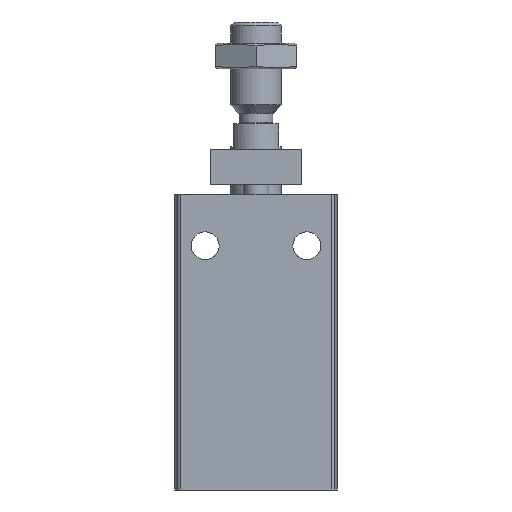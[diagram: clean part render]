
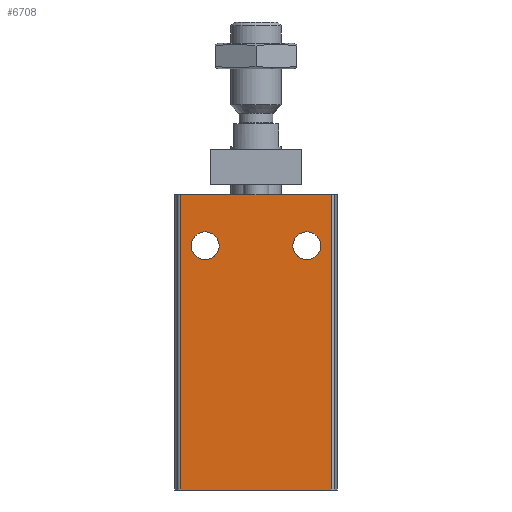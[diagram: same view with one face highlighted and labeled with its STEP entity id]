
A CAD part, front view. The second image highlights one B-rep face of the part: STEP entity #6708.
In plain terms, the highlighted planar face has unit normal (0, -1, 0).
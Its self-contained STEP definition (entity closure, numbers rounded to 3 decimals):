
#152=PLANE('',#7205);
#475=LINE('',#10139,#873);
#485=LINE('',#10190,#883);
#498=LINE('',#10232,#896);
#499=LINE('',#10233,#897);
#873=VECTOR('',#8241,1000.);
#883=VECTOR('',#8287,1000.);
#896=VECTOR('',#8328,1000.);
#897=VECTOR('',#8329,1000.);
#1037=CIRCLE('',#6924,2.75);
#1103=CIRCLE('',#7062,2.75);
#1968=ORIENTED_EDGE('',*,*,#2754,.F.);
#1969=ORIENTED_EDGE('',*,*,#2987,.F.);
#1970=ORIENTED_EDGE('',*,*,#3156,.T.);
#1971=ORIENTED_EDGE('',*,*,#3208,.T.);
#1972=ORIENTED_EDGE('',*,*,#3183,.F.);
#1973=ORIENTED_EDGE('',*,*,#3209,.F.);
#2754=EDGE_CURVE('',#3478,#3478,#1037,.T.);
#2987=EDGE_CURVE('',#3658,#3658,#1103,.T.);
#3156=EDGE_CURVE('',#3782,#3781,#475,.T.);
#3183=EDGE_CURVE('',#3804,#3805,#485,.T.);
#3208=EDGE_CURVE('',#3781,#3805,#498,.T.);
#3209=EDGE_CURVE('',#3782,#3804,#499,.T.);
#3478=VERTEX_POINT('',#9103);
#3658=VERTEX_POINT('',#9716);
#3781=VERTEX_POINT('',#10138);
#3782=VERTEX_POINT('',#10140);
#3804=VERTEX_POINT('',#10189);
#3805=VERTEX_POINT('',#10191);
#4190=EDGE_LOOP('',(#1968));
#4191=EDGE_LOOP('',(#1969));
#4192=EDGE_LOOP('',(#1970,#1971,#1972,#1973));
#4602=FACE_BOUND('',#4190,.T.);
#4603=FACE_BOUND('',#4191,.T.);
#4604=FACE_BOUND('',#4192,.T.);
#6708=ADVANCED_FACE('',(#4602,#4603,#4604),#152,.T.);
#6924=AXIS2_PLACEMENT_3D('',#9102,#7507,#7508);
#7062=AXIS2_PLACEMENT_3D('',#9715,#7925,#7926);
#7205=AXIS2_PLACEMENT_3D('',#10231,#8326,#8327);
#7507=DIRECTION('',(0.,-1.,0.));
#7508=DIRECTION('',(0.,0.,-1.));
#7925=DIRECTION('',(0.,-1.,0.));
#7926=DIRECTION('',(0.,0.,-1.));
#8241=DIRECTION('',(1.,0.,0.));
#8287=DIRECTION('',(1.,0.,0.));
#8326=DIRECTION('',(0.,-1.,0.));
#8327=DIRECTION('',(0.,0.,-1.));
#8328=DIRECTION('',(0.,0.,1.));
#8329=DIRECTION('',(0.,0.,1.));
#9102=CARTESIAN_POINT('',(-10.,-25.,-10.));
#9103=CARTESIAN_POINT('',(-10.,-25.,-12.75));
#9715=CARTESIAN_POINT('',(10.,-25.,-10.));
#9716=CARTESIAN_POINT('',(10.,-25.,-12.75));
#10138=CARTESIAN_POINT('',(14.76,-25.,-58.));
#10139=CARTESIAN_POINT('',(-16.,-25.,-58.));
#10140=CARTESIAN_POINT('',(-14.76,-25.,-58.));
#10189=CARTESIAN_POINT('',(-14.76,-25.,0.));
#10190=CARTESIAN_POINT('',(-16.,-25.,0.));
#10191=CARTESIAN_POINT('',(14.76,-25.,0.));
#10231=CARTESIAN_POINT('',(-16.,-25.,-58.));
#10232=CARTESIAN_POINT('',(14.76,-25.,-58.));
#10233=CARTESIAN_POINT('',(-14.76,-25.,-58.));
